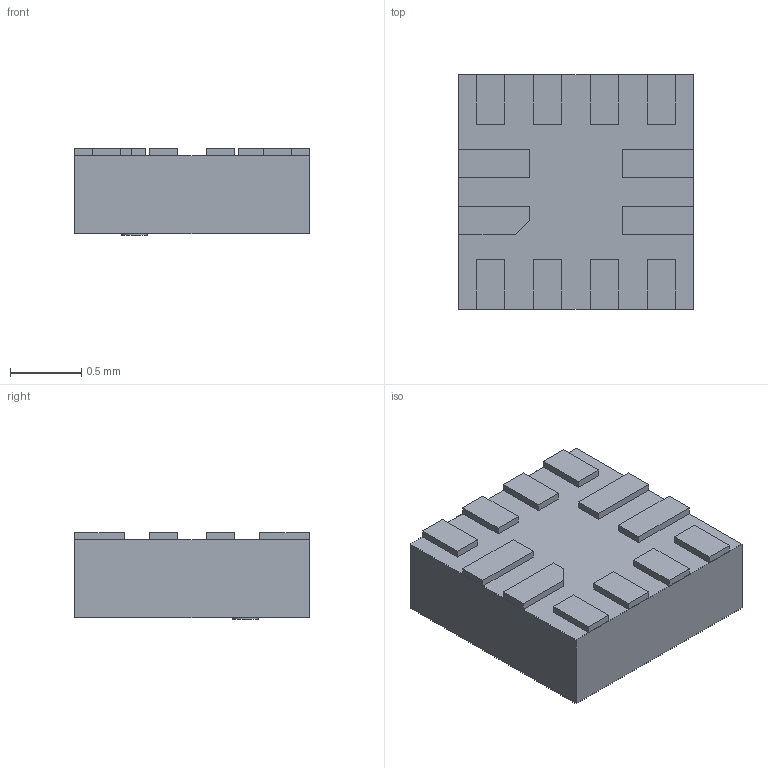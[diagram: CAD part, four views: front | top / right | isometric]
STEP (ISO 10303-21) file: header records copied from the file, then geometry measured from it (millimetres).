
FILE_DESCRIPTION(('FreeCAD Model'),'2;1');
FILE_NAME('Open CASCADE Shape Model','2023-01-23T03:05:22',(''),(''), 'Open CASCADE STEP processor 7.6','FreeCAD','Unknown');
FILE_SCHEMA(('AUTOMOTIVE_DESIGN { 1 0 10303 214 1 1 1 1 }'));
Length unit declared in the file: millimetre
Products named in the file (16): Unnamed; User Library-X2QFN-12_1.65; X2QFN-10_2X1_5MM_STEP.ASM; USER_LIBRARY-QFN-10_2X1_5MM_ASM.ASM; IMPORTED4_PRT.PRT; IMPORTED7_PRT.PRT; SOLID1_PRT.PRT; IMPORTED11_PRT.PRT; IMPORTED10_PRT.PRT; IMPORTED5_PRT.PRT; IMPORTED8_PRT.PRT; IMPORTED3_PRT.PRT; IMPORTED6_PRT.PRT; IMPORTED9_PRT.PRT; SOLID2_PRT.PRT; Cylinder
Assembly tree (17 placements, depth 5):
  Unnamed
    User Library-X2QFN-12_1.65
      X2QFN-10_2X1_5MM_STEP.ASM
        USER_LIBRARY-QFN-10_2X1_5MM_ASM.ASM
          IMPORTED4_PRT.PRT  x2
          IMPORTED7_PRT.PRT
          SOLID1_PRT.PRT
          IMPORTED11_PRT.PRT
          IMPORTED10_PRT.PRT
          IMPORTED5_PRT.PRT
          IMPORTED8_PRT.PRT
          IMPORTED3_PRT.PRT
          IMPORTED6_PRT.PRT
          IMPORTED9_PRT.PRT
          SOLID2_PRT.PRT  x2
    Cylinder
Bounding box: 1.65 x 1.65 x 0.61 mm (x, y, z)
Volume: 1.6 mm3; surface area: 12 mm2
Topology: 14 solids, 14 shells, 82 faces, 162 edges, 108 vertices
Faces by surface type: plane 81, cylinder 1
Full cylindrical faces by diameter (mm): 0.18 x1
Entity records: 3996 total; most frequent: CARTESIAN_POINT 594, DIRECTION 592, LINE 410, VECTOR 410, ORIENTED_EDGE 276, PCURVE 276, DEFINITIONAL_REPRESENTATION 276, EDGE_CURVE 138
